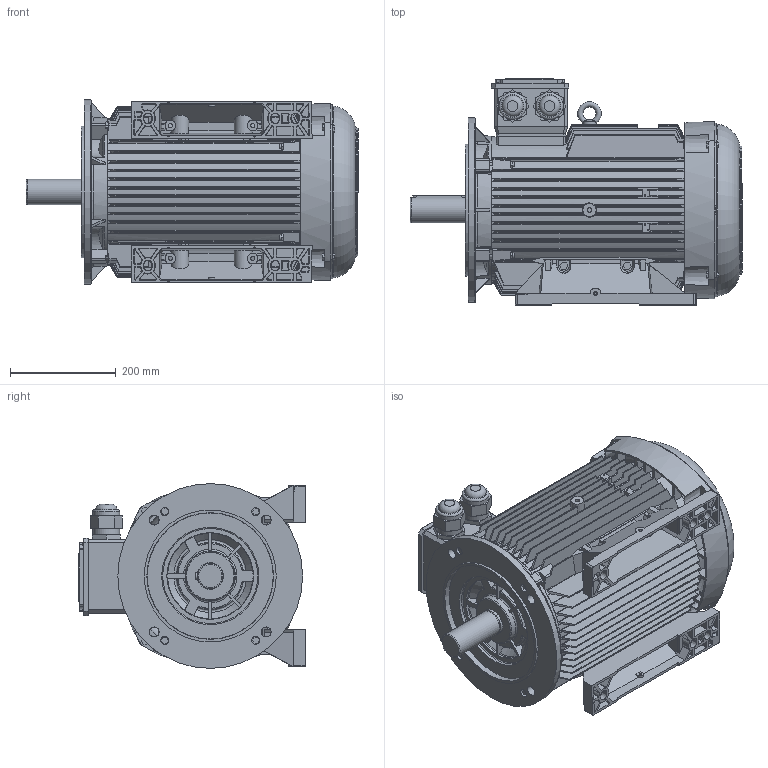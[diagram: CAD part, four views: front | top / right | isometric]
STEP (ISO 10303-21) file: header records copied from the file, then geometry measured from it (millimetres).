
FILE_DESCRIPTION(/* description */ (''),/* implementation_level */ '2;1');
FILE_NAME(/* name */ 'QU180_PA_.stp',/* time_stamp */ '2015-04-08T11:53:10+03:00',/* author */ (''),/* organization */ (''),/* preprocessor_version */ 'ST-DEVELOPER v11',/* originating_system */ 'SIEMENS PLM Software NX 7.5',/* authorisation */ '');
FILE_SCHEMA (('AP203_CONFIGURATION_CONTROLLED_3D_DESIGN_OF_MECHANICAL_PARTS_AND_ASSEMBLIES_MIM_LF'));
Products named in the file (1): AR-000000405669_001
Bounding box: 629 x 429 x 350 mm (x, y, z)
Volume: 31349102.2 mm3; surface area: 2616215.1 mm2
Topology: 7 solids, 16 shells, 3886 faces, 11101 edges, 7347 vertices
Faces by surface type: plane 2739, cylinder 653, cone 346, torus 137, bspline 6, extrusion 4, sphere 1
Full cylindrical faces by diameter (mm): 2.5 x12, 8.5 x2, 8.684 x12, 9 x10, 10 x1, 15 x4, 19 x4, 20 x4, 25 x1, 35 x2, 38 x2, 40 x6, 48 x2, 50 x1, 50.2 x1, 51 x4, 78 x1, 80.1 x1, 82 x1, 86 x1, 88 x1, 91 x1, 100 x1, 108.5 x1, 110 x1, 164 x1, 184 x1, 186 x1, 192 x1, 226.27 x1
Entity records: 135734 total; most frequent: CARTESIAN_POINT 34152, ORIENTED_EDGE 21804, DIRECTION 19264, EDGE_CURVE 10902, VECTOR 7554, LINE 7550, VERTEX_POINT 7326, AXIS2_PLACEMENT_3D 5855
